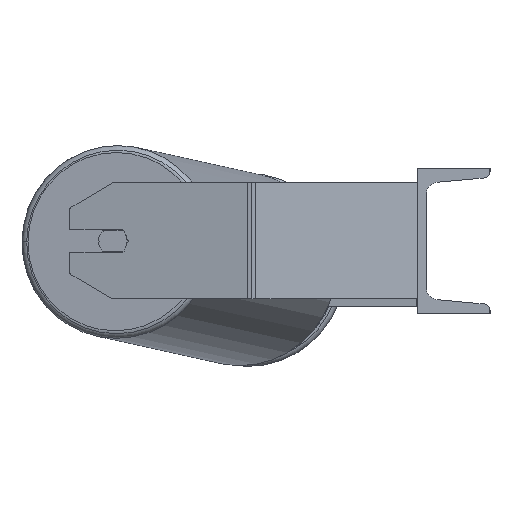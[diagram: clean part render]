
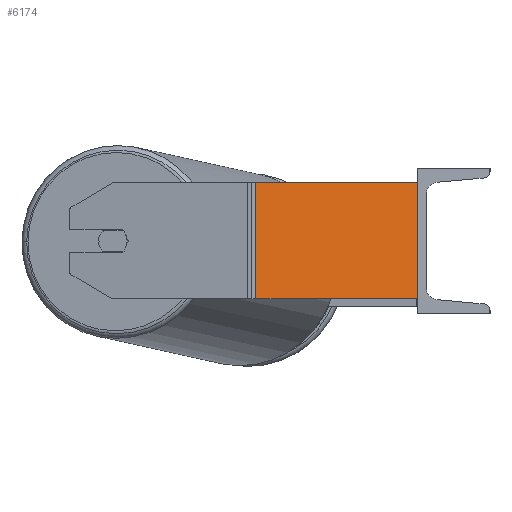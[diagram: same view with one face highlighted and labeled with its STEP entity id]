
A CAD part, left-side view. The second image highlights one B-rep face of the part: STEP entity #6174.
In plain terms, the highlighted planar face has unit normal (-0.985, -0.174, 0).
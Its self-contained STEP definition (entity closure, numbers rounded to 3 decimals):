
#58 = DIRECTION ( 'NONE',  ( 0.174, -0.985, 0. ) ) ;
#133 = EDGE_LOOP ( 'NONE', ( #3985, #6692, #6302, #7851 ) ) ;
#144 = DIRECTION ( 'NONE',  ( 0., 0., -1. ) ) ;
#1252 = EDGE_CURVE ( 'NONE', #7688, #8555, #9117, .T. ) ;
#1739 = LINE ( 'NONE', #5193, #3963 ) ;
#2178 = VERTEX_POINT ( 'NONE', #6503 ) ;
#2686 = VECTOR ( 'NONE', #3210, 1000. ) ;
#2837 = CARTESIAN_POINT ( 'NONE',  ( -785., 0., -40. ) ) ;
#3022 = LINE ( 'NONE', #3115, #2686 ) ;
#3115 = CARTESIAN_POINT ( 'NONE',  ( -805.122, 114.118, 40. ) ) ;
#3210 = DIRECTION ( 'NONE',  ( 0.174, -0.985, 0. ) ) ;
#3311 = CARTESIAN_POINT ( 'NONE',  ( -805.122, 114.118, -40. ) ) ;
#3963 = VECTOR ( 'NONE', #4560, 1000. ) ;
#3985 = ORIENTED_EDGE ( 'NONE', *, *, #9137, .T. ) ;
#4227 = LINE ( 'NONE', #3311, #8913 ) ;
#4407 = CARTESIAN_POINT ( 'NONE',  ( -804.632, 111.339, 40. ) ) ;
#4472 = FACE_OUTER_BOUND ( 'NONE', #133, .T. ) ;
#4496 = VECTOR ( 'NONE', #144, 1000. ) ;
#4560 = DIRECTION ( 'NONE',  ( 0., 0., -1. ) ) ;
#5135 = CARTESIAN_POINT ( 'NONE',  ( -804.632, 111.339, -40. ) ) ;
#5186 = CARTESIAN_POINT ( 'NONE',  ( -804.632, 111.339, 40. ) ) ;
#5193 = CARTESIAN_POINT ( 'NONE',  ( -785., 0., 40. ) ) ;
#5250 = CARTESIAN_POINT ( 'NONE',  ( -805.122, 114.118, 40. ) ) ;
#5338 = PLANE ( 'NONE',  #7798 ) ;
#5804 = EDGE_CURVE ( 'NONE', #2178, #6532, #1739, .T. ) ;
#6174 = ADVANCED_FACE ( 'NONE', ( #4472 ), #5338, .F. ) ;
#6302 = ORIENTED_EDGE ( 'NONE', *, *, #6683, .F. ) ;
#6503 = CARTESIAN_POINT ( 'NONE',  ( -785., 0., 40. ) ) ;
#6532 = VERTEX_POINT ( 'NONE', #2837 ) ;
#6639 = DIRECTION ( 'NONE',  ( -0.174, 0.985, 0. ) ) ;
#6683 = EDGE_CURVE ( 'NONE', #7688, #2178, #3022, .T. ) ;
#6692 = ORIENTED_EDGE ( 'NONE', *, *, #5804, .F. ) ;
#7688 = VERTEX_POINT ( 'NONE', #5186 ) ;
#7798 = AXIS2_PLACEMENT_3D ( 'NONE', #5250, #8712, #6639 ) ;
#7851 = ORIENTED_EDGE ( 'NONE', *, *, #1252, .T. ) ;
#8555 = VERTEX_POINT ( 'NONE', #5135 ) ;
#8712 = DIRECTION ( 'NONE',  ( 0.985, 0.174, 0. ) ) ;
#8913 = VECTOR ( 'NONE', #58, 1000. ) ;
#9117 = LINE ( 'NONE', #4407, #4496 ) ;
#9137 = EDGE_CURVE ( 'NONE', #8555, #6532, #4227, .T. ) ;
